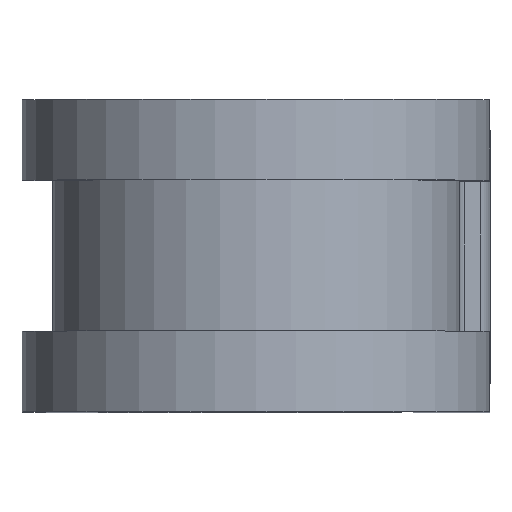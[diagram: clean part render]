
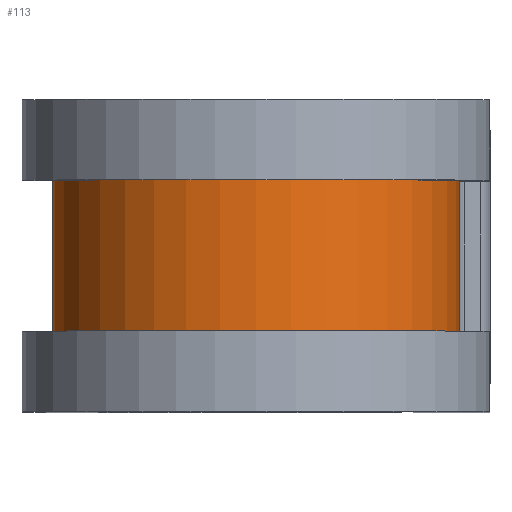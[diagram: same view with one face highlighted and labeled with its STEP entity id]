
A CAD part, top view. The second image highlights one B-rep face of the part: STEP entity #113.
In plain terms, the highlighted cylindrical face has radius 10.274 mm (diameter 20.549 mm), a partial arc.
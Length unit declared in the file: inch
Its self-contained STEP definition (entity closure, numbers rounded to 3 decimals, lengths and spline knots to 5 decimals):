
#31 = AXIS2_PLACEMENT_3D ( 'NONE', #1914, #163, #338 ) ;
#35 = CARTESIAN_POINT ( 'NONE',  ( 0.4045, 0.15, 0.625 ) ) ;
#113 = ADVANCED_FACE ( 'NONE', ( #1253 ), #2036, .T. ) ;
#163 = DIRECTION ( 'NONE',  ( 0., -1., 0. ) ) ;
#177 = DIRECTION ( 'NONE',  ( 0., -1., 0. ) ) ;
#285 = CARTESIAN_POINT ( 'NONE',  ( -0.4045, -0.15, 0.625 ) ) ;
#321 = EDGE_CURVE ( 'NONE', #1207, #1568, #826, .T. ) ;
#338 = DIRECTION ( 'NONE',  ( 0., 0., -1. ) ) ;
#349 = ORIENTED_EDGE ( 'NONE', *, *, #321, .T. ) ;
#383 = ORIENTED_EDGE ( 'NONE', *, *, #1730, .F. ) ;
#414 = VERTEX_POINT ( 'NONE', #1115 ) ;
#432 = ORIENTED_EDGE ( 'NONE', *, *, #1712, .T. ) ;
#550 = CARTESIAN_POINT ( 'NONE',  ( -0.4045, 0.15, 0.625 ) ) ;
#586 = CARTESIAN_POINT ( 'NONE',  ( -0.4045, 0.25, 0.625 ) ) ;
#696 = VECTOR ( 'NONE', #772, 39.37008 ) ;
#772 = DIRECTION ( 'NONE',  ( 0., -1., 0. ) ) ;
#778 = CARTESIAN_POINT ( 'NONE',  ( 0., -0.15, 0.625 ) ) ;
#826 = CIRCLE ( 'NONE', #31, 0.4045 ) ;
#952 = DIRECTION ( 'NONE',  ( 0., 0., -1. ) ) ;
#1036 = CIRCLE ( 'NONE', #1308, 0.4045 ) ;
#1115 = CARTESIAN_POINT ( 'NONE',  ( 0.4045, -0.15, 0.625 ) ) ;
#1142 = AXIS2_PLACEMENT_3D ( 'NONE', #1521, #1664, #1512 ) ;
#1198 = CARTESIAN_POINT ( 'NONE',  ( 0.4045, 0.25, 0.625 ) ) ;
#1207 = VERTEX_POINT ( 'NONE', #35 ) ;
#1253 = FACE_OUTER_BOUND ( 'NONE', #2019, .T. ) ;
#1259 = VECTOR ( 'NONE', #177, 39.37008 ) ;
#1308 = AXIS2_PLACEMENT_3D ( 'NONE', #778, #1874, #952 ) ;
#1370 = ORIENTED_EDGE ( 'NONE', *, *, #1484, .F. ) ;
#1445 = VERTEX_POINT ( 'NONE', #285 ) ;
#1484 = EDGE_CURVE ( 'NONE', #1207, #414, #1616, .T. ) ;
#1497 = LINE ( 'NONE', #586, #696 ) ;
#1512 = DIRECTION ( 'NONE',  ( 0., 0., -1. ) ) ;
#1521 = CARTESIAN_POINT ( 'NONE',  ( 0., 0.25, 0.625 ) ) ;
#1568 = VERTEX_POINT ( 'NONE', #550 ) ;
#1616 = LINE ( 'NONE', #1198, #1259 ) ;
#1664 = DIRECTION ( 'NONE',  ( 0., -1., 0. ) ) ;
#1712 = EDGE_CURVE ( 'NONE', #1568, #1445, #1497, .T. ) ;
#1730 = EDGE_CURVE ( 'NONE', #414, #1445, #1036, .T. ) ;
#1874 = DIRECTION ( 'NONE',  ( 0., -1., 0. ) ) ;
#1914 = CARTESIAN_POINT ( 'NONE',  ( 0., 0.15, 0.625 ) ) ;
#2019 = EDGE_LOOP ( 'NONE', ( #1370, #349, #432, #383 ) ) ;
#2036 = CYLINDRICAL_SURFACE ( 'NONE', #1142, 0.4045 ) ;
